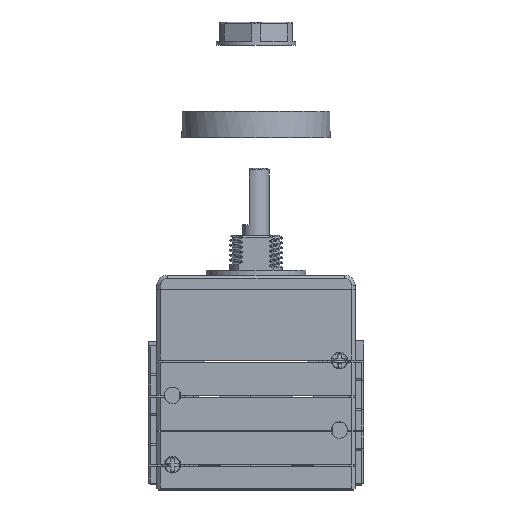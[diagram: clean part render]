
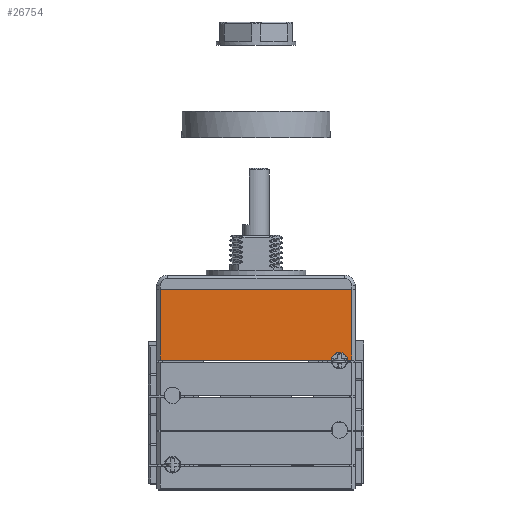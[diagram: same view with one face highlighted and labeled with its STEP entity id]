
A CAD part, top view. The second image highlights one B-rep face of the part: STEP entity #26754.
In plain terms, the highlighted planar face has unit normal (0, 0, 1).
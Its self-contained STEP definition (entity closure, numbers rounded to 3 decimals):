
#25085=DIRECTION('',(0.,-1.,0.));
#25086=VECTOR('',#25085,21.4);
#25087=CARTESIAN_POINT('',(29.,27.6,22.5));
#25088=LINE('',#25087,#25086);
#25089=DIRECTION('',(-1.,0.,0.));
#25090=VECTOR('',#25089,1.305);
#25091=CARTESIAN_POINT('',(29.,6.2,22.5));
#25092=LINE('',#25091,#25090);
#25093=CARTESIAN_POINT('',(25.2,6.05,22.5));
#25094=DIRECTION('',(0.,0.,1.));
#25095=DIRECTION('',(0.998,0.06,0.));
#25096=AXIS2_PLACEMENT_3D('',#25093,#25094,#25095);
#25098=DIRECTION('',(-1.,0.,0.));
#25099=VECTOR('',#25098,51.705);
#25100=CARTESIAN_POINT('',(22.705,6.2,22.5));
#25101=LINE('',#25100,#25099);
#25102=DIRECTION('',(0.,1.,0.));
#25103=VECTOR('',#25102,21.4);
#25104=CARTESIAN_POINT('',(-29.,6.2,22.5));
#25105=LINE('',#25104,#25103);
#25106=DIRECTION('',(1.,0.,0.));
#25107=VECTOR('',#25106,58.);
#25108=CARTESIAN_POINT('',(-29.,27.6,22.5));
#25109=LINE('',#25108,#25107);
#25879=CARTESIAN_POINT('',(29.,6.2,22.5));
#25880=VERTEX_POINT('',#25879);
#25881=CARTESIAN_POINT('',(29.,27.6,22.5));
#25882=VERTEX_POINT('',#25881);
#25883=CARTESIAN_POINT('',(27.695,6.2,22.5));
#25884=VERTEX_POINT('',#25883);
#25885=CARTESIAN_POINT('',(22.705,6.2,22.5));
#25886=CARTESIAN_POINT('',(-29.,6.2,22.5));
#25887=VERTEX_POINT('',#25885);
#25888=VERTEX_POINT('',#25886);
#25889=CARTESIAN_POINT('',(-29.,27.6,22.5));
#25890=VERTEX_POINT('',#25889);
#26736=CARTESIAN_POINT('',(-30.,10.5,22.5));
#26737=DIRECTION('',(0.,0.,1.));
#26738=DIRECTION('',(1.,0.,0.));
#26739=AXIS2_PLACEMENT_3D('',#26736,#26737,#26738);
#26740=PLANE('',#26739);
#26742=ORIENTED_EDGE('',*,*,#26741,.T.);
#26744=ORIENTED_EDGE('',*,*,#26743,.T.);
#26745=ORIENTED_EDGE('',*,*,#26724,.T.);
#26747=ORIENTED_EDGE('',*,*,#26746,.T.);
#26749=ORIENTED_EDGE('',*,*,#26748,.T.);
#26751=ORIENTED_EDGE('',*,*,#26750,.T.);
#26752=EDGE_LOOP('',(#26742,#26744,#26745,#26747,#26749,#26751));
#26753=FACE_OUTER_BOUND('',#26752,.F.);
#26754=ADVANCED_FACE('',(#26753),#26740,.T.);
#25097=CIRCLE('',#25096,2.5);
#26724=EDGE_CURVE('',#25884,#25887,#25097,.T.);
#26741=EDGE_CURVE('',#25882,#25880,#25088,.T.);
#26743=EDGE_CURVE('',#25880,#25884,#25092,.T.);
#26746=EDGE_CURVE('',#25887,#25888,#25101,.T.);
#26748=EDGE_CURVE('',#25888,#25890,#25105,.T.);
#26750=EDGE_CURVE('',#25890,#25882,#25109,.T.);
